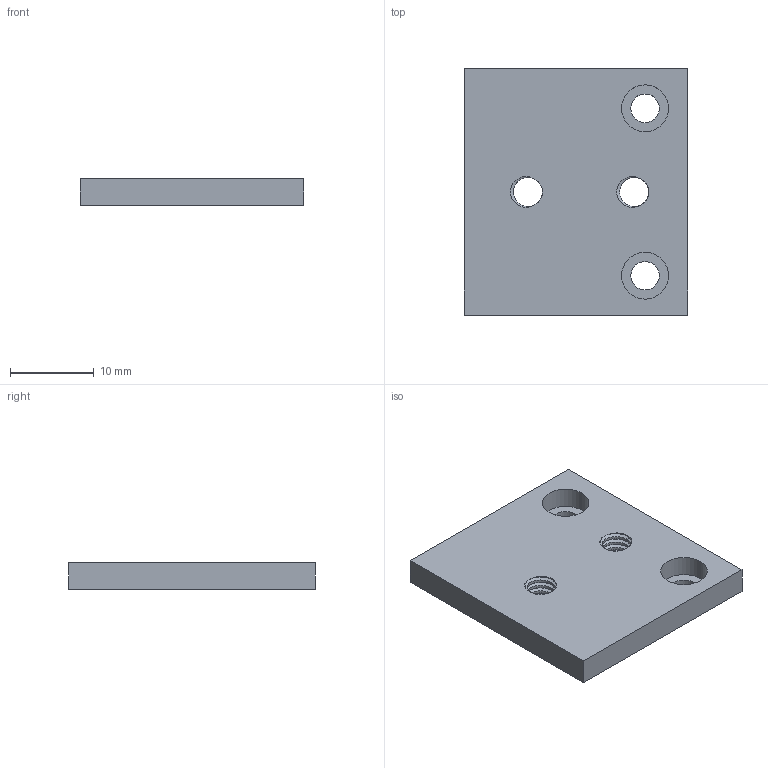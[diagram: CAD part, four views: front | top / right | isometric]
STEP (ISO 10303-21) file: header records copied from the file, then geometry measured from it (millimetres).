
FILE_DESCRIPTION(('FreeCAD Model'),'2;1');
FILE_NAME('Open CASCADE Shape Model','2025-03-10T17:32:05',(''),(''), 'Open CASCADE STEP processor 7.8','FreeCAD','Unknown');
FILE_SCHEMA(('AUTOMOTIVE_DESIGN { 1 0 10303 214 1 1 1 1 }'));
Length unit declared in the file: millimetre
Products named in the file (1): Body
Bounding box: 26.7 x 29.4 x 3.17 mm (x, y, z)
Volume: 2286.6 mm3; surface area: 2059.9 mm2
Topology: 1 solids, 1 shells, 54 faces, 118 edges, 68 vertices
Faces by surface type: bspline 30, cylinder 16, plane 8
Full cylindrical faces by diameter (mm): 3.4 x2, 3.5 x8, 5.6 x2
Entity records: 4965 total; most frequent: CARTESIAN_POINT 3988, ORIENTED_EDGE 236, EDGE_CURVE 118, DIRECTION 108, B_SPLINE_CURVE_WITH_KNOTS 76, VERTEX_POINT 68, FACE_BOUND 64, EDGE_LOOP 64
